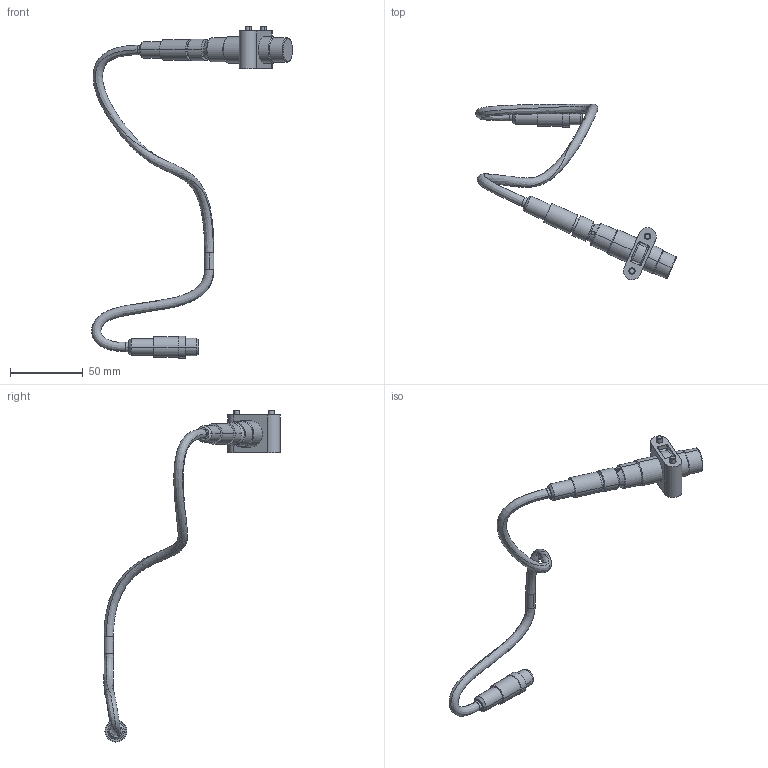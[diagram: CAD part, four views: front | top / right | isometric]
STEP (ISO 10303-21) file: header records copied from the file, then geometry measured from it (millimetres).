
FILE_DESCRIPTION (( 'STEP AP203' ), '1' );
FILE_NAME ('P8312.STEP', '2019-09-23T08:58:09', ( 'admin' ), ( '' ), 'SwSTEP 2.0', 'SolidWorks 2017', '' );
FILE_SCHEMA (( 'CONFIG_CONTROL_DESIGN' ));
Length unit declared in the file: millimetre
Products named in the file (1): P8312
Bounding box: 137.79 x 120.73 x 227.65 mm (x, y, z)
Volume: 45866.9 mm3; surface area: 21994.1 mm2
Topology: 5 solids, 5 shells, 198 faces, 446 edges, 273 vertices
Faces by surface type: cylinder 84, plane 66, cone 24, torus 10, sphere 8, bspline 6
Entity records: 6736 total; most frequent: CARTESIAN_POINT 2139, DIRECTION 1030, ORIENTED_EDGE 876, EDGE_CURVE 438, AXIS2_PLACEMENT_3D 418, VERTEX_POINT 273, EDGE_LOOP 227, CIRCLE 225
